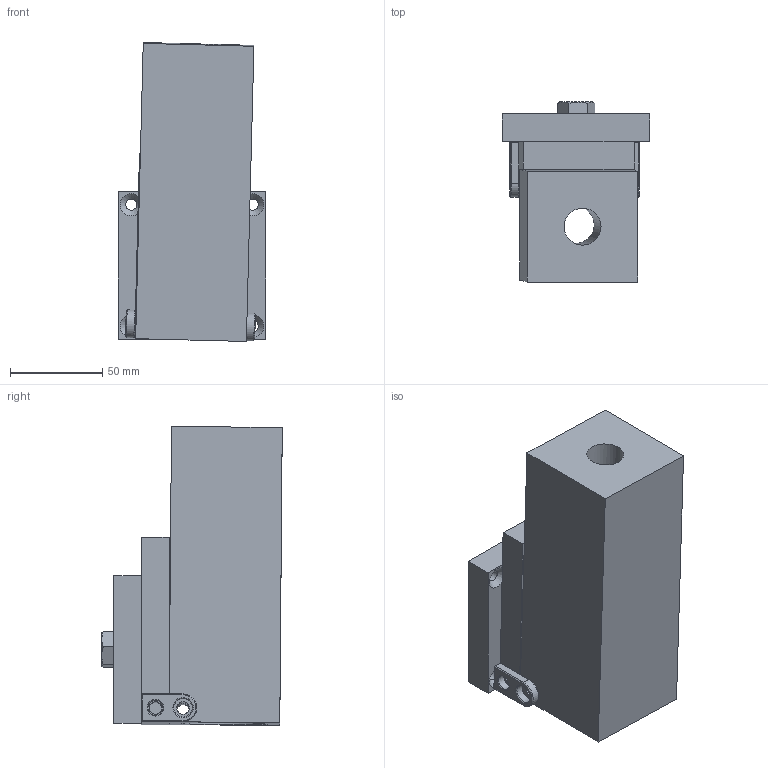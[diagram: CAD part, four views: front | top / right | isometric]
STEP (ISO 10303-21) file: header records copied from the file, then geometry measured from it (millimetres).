
FILE_DESCRIPTION(/* description */ (''),/* implementation_level */ '2;1');
FILE_NAME(/* name */ 'поворотный механизм шпинделя.stp',/* time_stamp */ '2025-09-06T16:05:12+03:00',/* author */ ('Пользователь'),/* organization */ (''),/* preprocessor_version */ 'ST-DEVELOPER v16.5',/* originating_system */ 'Autodesk Inventor 2017',/* authorisation */ '');
FILE_SCHEMA (('AUTOMOTIVE_DESIGN { 1 0 10303 214 3 1 1 }'));
Length unit declared in the file: millimetre
Products named in the file (8): поворотный \X2\043C
 шпинделя; поворотная \X2\043E
 шпинделя; CSN 02 4740 - 81104; CSN 02 4730 - 511 01 - 12 x 26 x 9; AS 1110 - M12 x 35; ответка \X2\043F043E0432043E0440043E0442
 части \X2\04480438043D04340435
; Шпиндель; Поворотное \X2\0443

Assembly tree (8 placements, depth 2):
  поворотный \X2\043C
 шпинделя
    поворотная \X2\043E
 шпинделя
    CSN 02 4740 - 81104
    CSN 02 4730 - 511 01 - 12 x 26 x 9
    AS 1110 - M12 x 35
    ответка \X2\043F043E0432043E0440043E0442
 части \X2\04480438043D04340435

    Шпиндель
    Поворотное \X2\0443
  x2
Bounding box: 80 x 97.75 x 161.97 mm (x, y, z)
Volume: 688050.1 mm3; surface area: 107171.7 mm2
Topology: 20 solids, 20 shells, 251 faces, 592 edges, 374 vertices
Faces by surface type: plane 120, cylinder 76, torus 24, cone 23, sphere 8
Full cylindrical faces by diameter (mm): 6 x4, 6.7 x3, 8 x2, 10 x2, 12 x4, 13 x1, 18 x1, 20 x3, 21 x1, 26 x3, 35 x5, 47 x1
Entity records: 6790 total; most frequent: CARTESIAN_POINT 1334, DIRECTION 1161, ORIENTED_EDGE 1034, AXIS2_PLACEMENT_3D 487, EDGE_CURVE 468, EDGE_LOOP 354, VERTEX_POINT 327, CIRCLE 246
